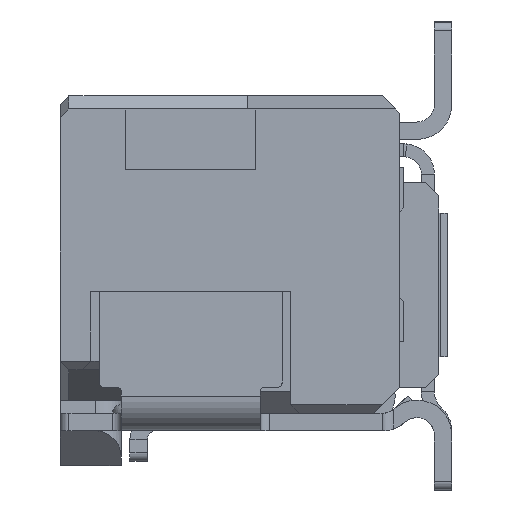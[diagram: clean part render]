
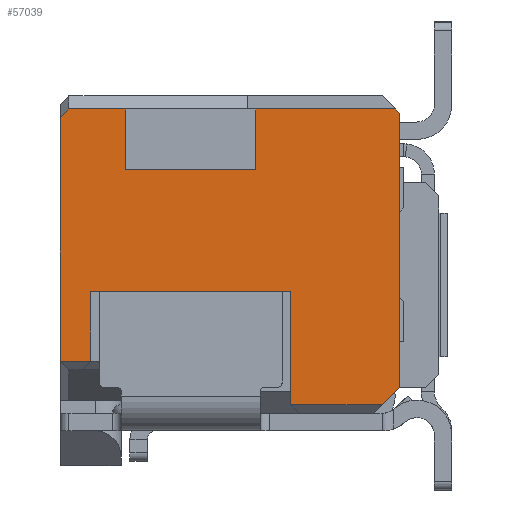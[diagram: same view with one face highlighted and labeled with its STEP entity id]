
A CAD part, left-side view. The second image highlights one B-rep face of the part: STEP entity #57039.
In plain terms, the highlighted planar face has unit normal (-1, 0, 0).
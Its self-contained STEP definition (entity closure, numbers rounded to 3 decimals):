
#231 = VERTEX_POINT ( 'NONE', #11366 ) ;
#432 = EDGE_CURVE ( 'NONE', #80942, #23968, #25493, .T. ) ;
#2647 = LINE ( 'NONE', #63679, #71092 ) ;
#2678 = LINE ( 'NONE', #82920, #69051 ) ;
#3349 = DIRECTION ( 'NONE',  ( 0., 0., -1. ) ) ;
#3415 = LINE ( 'NONE', #6428, #52134 ) ;
#4220 = DIRECTION ( 'NONE',  ( 0., 1., 0. ) ) ;
#4658 = CARTESIAN_POINT ( 'NONE',  ( -15.05, 0.75, -3.65 ) ) ;
#4954 = VECTOR ( 'NONE', #12721, 1000. ) ;
#5808 = VECTOR ( 'NONE', #3349, 1000. ) ;
#6131 = CARTESIAN_POINT ( 'NONE',  ( -15.05, 0.45, -0.15 ) ) ;
#6428 = CARTESIAN_POINT ( 'NONE',  ( -15.05, 0.675, 0.025 ) ) ;
#8033 = CARTESIAN_POINT ( 'NONE',  ( -15.05, 4.35, -3.65 ) ) ;
#8479 = FACE_OUTER_BOUND ( 'NONE', #40546, .T. ) ;
#8487 = ORIENTED_EDGE ( 'NONE', *, *, #73489, .T. ) ;
#10329 = VECTOR ( 'NONE', #58520, 1000. ) ;
#11366 = CARTESIAN_POINT ( 'NONE',  ( -15.05, 2.1, -0.15 ) ) ;
#11440 = ORIENTED_EDGE ( 'NONE', *, *, #75276, .T. ) ;
#11845 = EDGE_CURVE ( 'NONE', #23968, #63162, #22790, .T. ) ;
#12361 = LINE ( 'NONE', #71814, #10329 ) ;
#12721 = DIRECTION ( 'NONE',  ( 0., -1., 0. ) ) ;
#12787 = CARTESIAN_POINT ( 'NONE',  ( -15.05, 3.6, -0.15 ) ) ;
#14189 = ORIENTED_EDGE ( 'NONE', *, *, #71441, .T. ) ;
#14829 = ORIENTED_EDGE ( 'NONE', *, *, #47329, .F. ) ;
#15087 = CARTESIAN_POINT ( 'NONE',  ( -15.05, 3.6, -0.85 ) ) ;
#16236 = AXIS2_PLACEMENT_3D ( 'NONE', #8033, #74373, #34671 ) ;
#18195 = CARTESIAN_POINT ( 'NONE',  ( -15.05, 4., -2.25 ) ) ;
#20944 = ORIENTED_EDGE ( 'NONE', *, *, #40463, .T. ) ;
#21318 = VECTOR ( 'NONE', #60037, 1000. ) ;
#22537 = CARTESIAN_POINT ( 'NONE',  ( -15.05, 4.35, -3.05 ) ) ;
#22690 = ORIENTED_EDGE ( 'NONE', *, *, #24781, .T. ) ;
#22790 = LINE ( 'NONE', #25764, #58144 ) ;
#23968 = VERTEX_POINT ( 'NONE', #55458 ) ;
#24192 = VECTOR ( 'NONE', #37699, 1000. ) ;
#24412 = ORIENTED_EDGE ( 'NONE', *, *, #50344, .T. ) ;
#24781 = EDGE_CURVE ( 'NONE', #61219, #80942, #40226, .T. ) ;
#25110 = CARTESIAN_POINT ( 'NONE',  ( -15.05, 2.1, -0.85 ) ) ;
#25483 = LINE ( 'NONE', #63084, #5808 ) ;
#25493 = LINE ( 'NONE', #53327, #21318 ) ;
#25764 = CARTESIAN_POINT ( 'NONE',  ( -15.05, 0.75, -3.55 ) ) ;
#26095 = DIRECTION ( 'NONE',  ( 0., 1., 0. ) ) ;
#27975 = PLANE ( 'NONE',  #16236 ) ;
#28630 = LINE ( 'NONE', #40668, #61863 ) ;
#31354 = VERTEX_POINT ( 'NONE', #15087 ) ;
#31426 = CARTESIAN_POINT ( 'NONE',  ( -15.05, 2.1, 0. ) ) ;
#34376 = VERTEX_POINT ( 'NONE', #12787 ) ;
#34671 = DIRECTION ( 'NONE',  ( 0., 0., 1. ) ) ;
#35802 = VERTEX_POINT ( 'NONE', #49374 ) ;
#36498 = DIRECTION ( 'NONE',  ( 0., 0., 1. ) ) ;
#36547 = LINE ( 'NONE', #31426, #69745 ) ;
#36864 = ORIENTED_EDGE ( 'NONE', *, *, #42261, .F. ) ;
#36991 = CARTESIAN_POINT ( 'NONE',  ( -15.05, 0.65, -3.55 ) ) ;
#37574 = EDGE_CURVE ( 'NONE', #81181, #80300, #28630, .T. ) ;
#37699 = DIRECTION ( 'NONE',  ( 0., 0.707, -0.707 ) ) ;
#40226 = LINE ( 'NONE', #59129, #4954 ) ;
#40463 = EDGE_CURVE ( 'NONE', #34376, #45475, #2678, .T. ) ;
#40546 = EDGE_LOOP ( 'NONE', ( #24412, #22690, #64695, #48892, #66963, #43643, #69983, #63068, #78959, #8487, #14829, #20944, #11440, #36864, #14189 ) ) ;
#40668 = CARTESIAN_POINT ( 'NONE',  ( -15.05, 0.45, -1. ) ) ;
#41087 = CARTESIAN_POINT ( 'NONE',  ( -15.05, 0.45, -0.2 ) ) ;
#42220 = VERTEX_POINT ( 'NONE', #22537 ) ;
#42261 = EDGE_CURVE ( 'NONE', #42220, #84533, #67816, .T. ) ;
#43012 = EDGE_CURVE ( 'NONE', #231, #68001, #36547, .T. ) ;
#43346 = CARTESIAN_POINT ( 'NONE',  ( -15.05, 0.5, -0.15 ) ) ;
#43643 = ORIENTED_EDGE ( 'NONE', *, *, #37574, .F. ) ;
#43748 = VECTOR ( 'NONE', #47798, 1000. ) ;
#43812 = CARTESIAN_POINT ( 'NONE',  ( -15.05, 0.45, -3.35 ) ) ;
#45475 = VERTEX_POINT ( 'NONE', #77870 ) ;
#46337 = CARTESIAN_POINT ( 'NONE',  ( -15.05, 4.35, -0.25 ) ) ;
#47329 = EDGE_CURVE ( 'NONE', #34376, #31354, #25483, .T. ) ;
#47798 = DIRECTION ( 'NONE',  ( 0., 0., 1. ) ) ;
#48892 = ORIENTED_EDGE ( 'NONE', *, *, #11845, .T. ) ;
#49374 = CARTESIAN_POINT ( 'NONE',  ( -15.05, 4., -3.05 ) ) ;
#49834 = DIRECTION ( 'NONE',  ( 0., 1., 0. ) ) ;
#50344 = EDGE_CURVE ( 'NONE', #35802, #61219, #79026, .T. ) ;
#50867 = CARTESIAN_POINT ( 'NONE',  ( -15.05, 6.05, -1.95 ) ) ;
#52134 = VECTOR ( 'NONE', #85930, 1000. ) ;
#52245 = VECTOR ( 'NONE', #36498, 1000. ) ;
#53327 = CARTESIAN_POINT ( 'NONE',  ( -15.05, 1.7, -3.65 ) ) ;
#54531 = EDGE_CURVE ( 'NONE', #66589, #231, #72072, .T. ) ;
#55458 = CARTESIAN_POINT ( 'NONE',  ( -15.05, 1.7, -3.55 ) ) ;
#57039 = ADVANCED_FACE ( 'NONE', ( #8479 ), #27975, .T. ) ;
#57325 = LINE ( 'NONE', #50867, #66629 ) ;
#58144 = VECTOR ( 'NONE', #78840, 1000. ) ;
#58520 = DIRECTION ( 'NONE',  ( 0., -1., 0. ) ) ;
#59129 = CARTESIAN_POINT ( 'NONE',  ( -15.05, 1.7, -2.25 ) ) ;
#60037 = DIRECTION ( 'NONE',  ( 0., 0., -1. ) ) ;
#61219 = VERTEX_POINT ( 'NONE', #18195 ) ;
#61863 = VECTOR ( 'NONE', #67339, 1000. ) ;
#63068 = ORIENTED_EDGE ( 'NONE', *, *, #54531, .T. ) ;
#63084 = CARTESIAN_POINT ( 'NONE',  ( -15.05, 3.6, 0. ) ) ;
#63162 = VERTEX_POINT ( 'NONE', #36991 ) ;
#63679 = CARTESIAN_POINT ( 'NONE',  ( -15.05, 1.7, -0.85 ) ) ;
#64695 = ORIENTED_EDGE ( 'NONE', *, *, #432, .T. ) ;
#64925 = CARTESIAN_POINT ( 'NONE',  ( -15.05, 1.7, -2.25 ) ) ;
#66589 = VERTEX_POINT ( 'NONE', #43346 ) ;
#66629 = VECTOR ( 'NONE', #70887, 1000. ) ;
#66963 = ORIENTED_EDGE ( 'NONE', *, *, #70521, .F. ) ;
#67339 = DIRECTION ( 'NONE',  ( 0., 0., -1. ) ) ;
#67816 = LINE ( 'NONE', #76190, #52245 ) ;
#68001 = VERTEX_POINT ( 'NONE', #25110 ) ;
#69051 = VECTOR ( 'NONE', #49834, 1000. ) ;
#69745 = VECTOR ( 'NONE', #71425, 1000. ) ;
#69983 = ORIENTED_EDGE ( 'NONE', *, *, #77472, .T. ) ;
#70521 = EDGE_CURVE ( 'NONE', #80300, #63162, #77128, .T. ) ;
#70887 = DIRECTION ( 'NONE',  ( 0., 0.707, -0.707 ) ) ;
#71092 = VECTOR ( 'NONE', #4220, 1000. ) ;
#71425 = DIRECTION ( 'NONE',  ( 0., 0., -1. ) ) ;
#71441 = EDGE_CURVE ( 'NONE', #42220, #35802, #12361, .T. ) ;
#71814 = CARTESIAN_POINT ( 'NONE',  ( -15.05, 4., -3.05 ) ) ;
#72072 = LINE ( 'NONE', #6131, #85621 ) ;
#73489 = EDGE_CURVE ( 'NONE', #68001, #31354, #2647, .T. ) ;
#74373 = DIRECTION ( 'NONE',  ( -1., 0., 0. ) ) ;
#75276 = EDGE_CURVE ( 'NONE', #45475, #84533, #57325, .T. ) ;
#76190 = CARTESIAN_POINT ( 'NONE',  ( -15.05, 4.35, -3.65 ) ) ;
#77128 = LINE ( 'NONE', #4658, #24192 ) ;
#77472 = EDGE_CURVE ( 'NONE', #81181, #66589, #3415, .T. ) ;
#77870 = CARTESIAN_POINT ( 'NONE',  ( -15.05, 4.25, -0.15 ) ) ;
#78840 = DIRECTION ( 'NONE',  ( 0., -1., 0. ) ) ;
#78959 = ORIENTED_EDGE ( 'NONE', *, *, #43012, .T. ) ;
#79026 = LINE ( 'NONE', #80860, #43748 ) ;
#80300 = VERTEX_POINT ( 'NONE', #43812 ) ;
#80860 = CARTESIAN_POINT ( 'NONE',  ( -15.05, 4., -3.65 ) ) ;
#80942 = VERTEX_POINT ( 'NONE', #64925 ) ;
#81181 = VERTEX_POINT ( 'NONE', #41087 ) ;
#82920 = CARTESIAN_POINT ( 'NONE',  ( -15.05, 4., -0.15 ) ) ;
#84533 = VERTEX_POINT ( 'NONE', #46337 ) ;
#85621 = VECTOR ( 'NONE', #26095, 1000. ) ;
#85930 = DIRECTION ( 'NONE',  ( 0., 0.707, 0.707 ) ) ;
